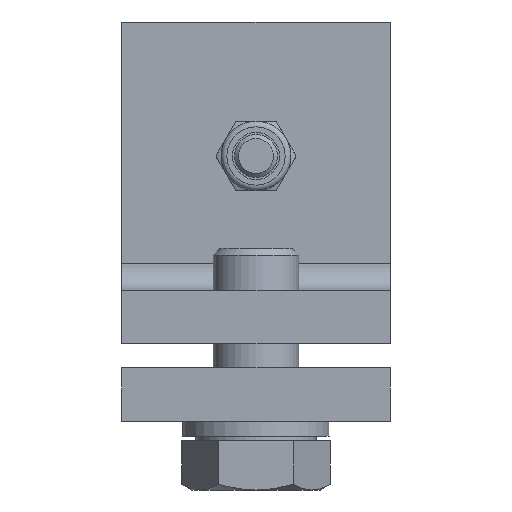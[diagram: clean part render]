
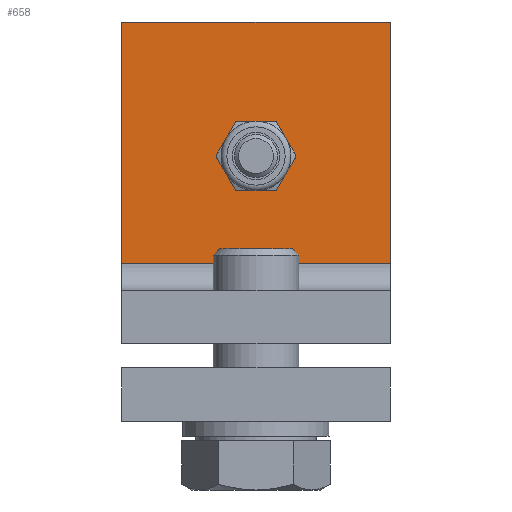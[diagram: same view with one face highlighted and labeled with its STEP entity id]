
A CAD part, left-side view. The second image highlights one B-rep face of the part: STEP entity #658.
In plain terms, the highlighted face is planar.
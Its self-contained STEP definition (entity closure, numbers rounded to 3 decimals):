
#658=ADVANCED_FACE('',(#1200,#1201),#1202,.T.);
#1200=FACE_OUTER_BOUND('',#1672,.T.);
#1201=FACE_BOUND('',#1673,.T.);
#1202=PLANE('',#1674);
#1672=EDGE_LOOP('',(#2701,#2702,#2703,#2704));
#1673=EDGE_LOOP('',(#2705));
#1674=AXIS2_PLACEMENT_3D('',#2706,#2707,#2708);
#2701=ORIENTED_EDGE('',*,*,#3087,.F.);
#2702=ORIENTED_EDGE('',*,*,#3051,.F.);
#2703=ORIENTED_EDGE('',*,*,#2918,.F.);
#2704=ORIENTED_EDGE('',*,*,#3090,.F.);
#2705=ORIENTED_EDGE('',*,*,#3011,.F.);
#2706=CARTESIAN_POINT('',(-1014.09,2174.757,6732.294));
#2707=DIRECTION('',(1.,0.,0.));
#2708=DIRECTION('',(0.,0.,1.));
#2918=EDGE_CURVE('',#3417,#3419,#3420,.T.);
#3011=EDGE_CURVE('',#3550,#3550,#3551,.T.);
#3051=EDGE_CURVE('',#3419,#3600,#3601,.T.);
#3087=EDGE_CURVE('',#3600,#3642,#3643,.T.);
#3090=EDGE_CURVE('',#3642,#3417,#3646,.T.);
#3417=VERTEX_POINT('',#4209);
#3419=VERTEX_POINT('',#4212);
#3420=LINE('',#4213,#4214);
#3550=VERTEX_POINT('',#4460);
#3551=CIRCLE('',#4461,5.25);
#3600=VERTEX_POINT('',#4529);
#3601=LINE('',#4530,#4531);
#3642=VERTEX_POINT('',#4609);
#3643=LINE('',#4610,#4611);
#3646=LINE('',#4615,#4616);
#4209=CARTESIAN_POINT('',(-1014.09,2174.757,6732.294));
#4212=CARTESIAN_POINT('',(-1014.09,2129.757,6732.294));
#4213=CARTESIAN_POINT('',(-1014.09,2124.757,6732.294));
#4214=VECTOR('',#4862,1.);
#4460=CARTESIAN_POINT('',(-1014.09,2155.007,6757.294));
#4461=AXIS2_PLACEMENT_3D('',#4950,#4951,#4952);
#4529=CARTESIAN_POINT('',(-1014.09,2129.757,6782.294));
#4530=CARTESIAN_POINT('',(-1014.09,2129.757,6732.294));
#4531=VECTOR('',#4989,1.);
#4609=CARTESIAN_POINT('',(-1014.09,2174.757,6782.294));
#4610=CARTESIAN_POINT('',(-1014.09,2174.757,6782.294));
#4611=VECTOR('',#5005,1.);
#4615=CARTESIAN_POINT('',(-1014.09,2174.757,6732.294));
#4616=VECTOR('',#5007,1.);
#4862=DIRECTION('',(0.,-1.,0.));
#4950=CARTESIAN_POINT('',(-1014.09,2149.757,6757.294));
#4951=DIRECTION('',(1.,0.,0.));
#4952=DIRECTION('',(0.,1.,0.));
#4989=DIRECTION('',(0.,0.,1.));
#5005=DIRECTION('',(0.,1.,0.));
#5007=DIRECTION('',(0.,0.,-1.));
